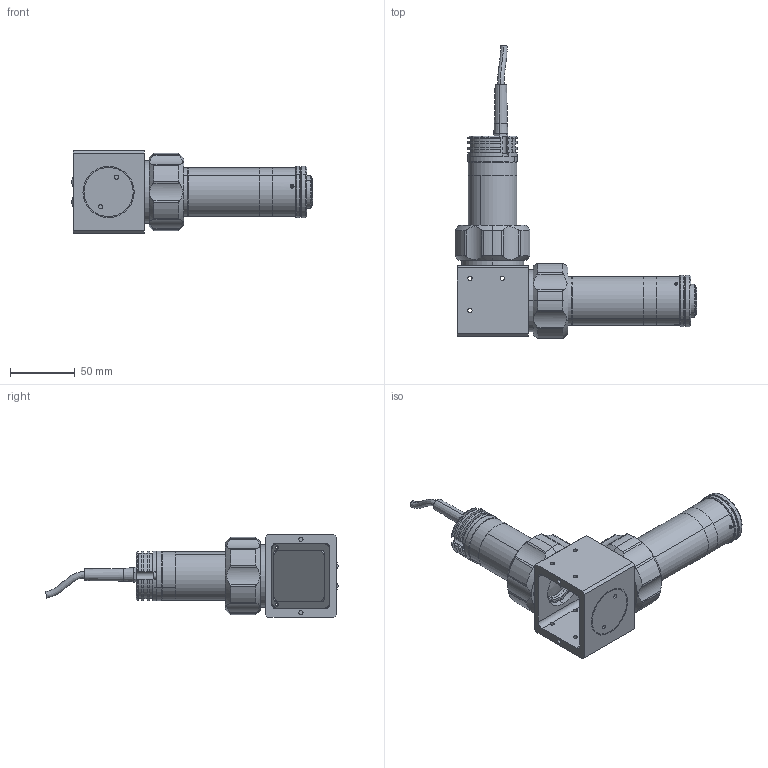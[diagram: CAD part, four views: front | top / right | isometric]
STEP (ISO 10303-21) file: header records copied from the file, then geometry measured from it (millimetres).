
FILE_DESCRIPTION (( 'STEP AP203' ), '1' );
FILE_NAME ('DP71594-C_TCCXQ100-W.step', '2021-11-26T14:17:45', ( '' ), ( '' ), 'SwSTEP 2.0', 'SolidWorks 2021', '' );
FILE_SCHEMA (( 'CONFIG_CONTROL_DESIGN' ));
Length unit declared in the file: millimetre
Products named in the file (1): DP71594-C_TCCXQ100-W
Bounding box: 186.91 x 226.28 x 64 mm (x, y, z)
Surface area: 82463 mm2 (no closed solid volume)
Topology: 0 solids, 44 shells, 387 faces, 1177 edges, 828 vertices
Faces by surface type: cylinder 188, plane 143, cone 38, torus 12, sphere 4, bspline 2
Entity records: 14460 total; most frequent: CARTESIAN_POINT 3709, DIRECTION 2336, ORIENTED_EDGE 1976, EDGE_CURVE 1175, AXIS2_PLACEMENT_3D 889, VERTEX_POINT 828, VECTOR 558, LINE 558
